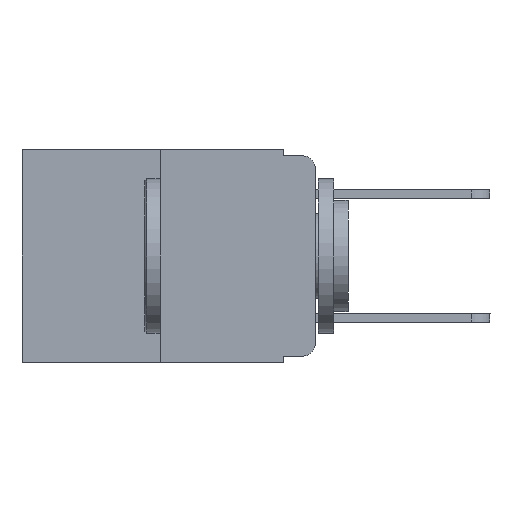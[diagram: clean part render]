
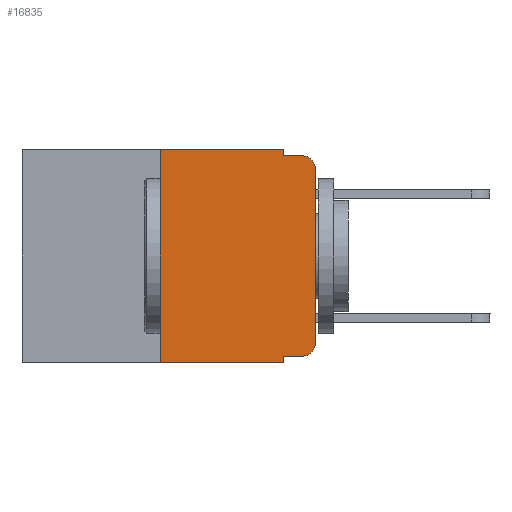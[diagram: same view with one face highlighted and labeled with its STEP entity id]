
A CAD part, left-side view. The second image highlights one B-rep face of the part: STEP entity #16835.
In plain terms, the highlighted planar face has unit normal (-1, 0, 0).
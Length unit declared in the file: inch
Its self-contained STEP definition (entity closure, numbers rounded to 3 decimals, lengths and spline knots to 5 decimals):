
#78 = EDGE_CURVE ( 'NONE', #11180, #19902, #16554, .T. ) ;
#412 = ORIENTED_EDGE ( 'NONE', *, *, #12413, .T. ) ;
#671 = PLANE ( 'NONE',  #14400 ) ;
#1292 = CARTESIAN_POINT ( 'NONE',  ( 0., 0.25, 0. ) ) ;
#1570 = VECTOR ( 'NONE', #19509, 39.37008 ) ;
#1680 = ORIENTED_EDGE ( 'NONE', *, *, #11994, .T. ) ;
#1788 = VERTEX_POINT ( 'NONE', #20223 ) ;
#2079 = CARTESIAN_POINT ( 'NONE',  ( 0., 0.02, -0.313 ) ) ;
#2232 = CIRCLE ( 'NONE', #4498, 0.02 ) ;
#2561 = CARTESIAN_POINT ( 'NONE',  ( 0., 0.25, -0.343 ) ) ;
#2695 = EDGE_CURVE ( 'NONE', #6647, #11958, #18177, .T. ) ;
#3339 = VECTOR ( 'NONE', #12573, 39.37008 ) ;
#3408 = ORIENTED_EDGE ( 'NONE', *, *, #78, .T. ) ;
#3474 = CARTESIAN_POINT ( 'NONE',  ( 0., 0., -0.313 ) ) ;
#4498 = AXIS2_PLACEMENT_3D ( 'NONE', #2079, #5574, #18090 ) ;
#4529 = EDGE_LOOP ( 'NONE', ( #1680, #22794, #18058, #5888, #13329, #17079, #412, #16396, #3408, #16413 ) ) ;
#4559 = CARTESIAN_POINT ( 'NONE',  ( 0., 0.051, 0. ) ) ;
#4824 = VERTEX_POINT ( 'NONE', #9662 ) ;
#5574 = DIRECTION ( 'NONE',  ( -1., 0., 0. ) ) ;
#5888 = ORIENTED_EDGE ( 'NONE', *, *, #5934, .F. ) ;
#5934 = EDGE_CURVE ( 'NONE', #4824, #6647, #21575, .T. ) ;
#6647 = VERTEX_POINT ( 'NONE', #18486 ) ;
#7126 = CARTESIAN_POINT ( 'NONE',  ( 0., 0.02, -0.01 ) ) ;
#7216 = DIRECTION ( 'NONE',  ( 0., -1., 0. ) ) ;
#8173 = VECTOR ( 'NONE', #16960, 39.37008 ) ;
#8800 = DIRECTION ( 'NONE',  ( 0., -1., 0. ) ) ;
#9196 = LINE ( 'NONE', #12459, #18732 ) ;
#9404 = FACE_OUTER_BOUND ( 'NONE', #4529, .T. ) ;
#9565 = VECTOR ( 'NONE', #20046, 39.37008 ) ;
#9662 = CARTESIAN_POINT ( 'NONE',  ( 0., 0.051, 0. ) ) ;
#10443 = CARTESIAN_POINT ( 'NONE',  ( 0., 0.051, 0. ) ) ;
#10467 = EDGE_CURVE ( 'NONE', #11180, #1788, #16362, .T. ) ;
#10509 = VECTOR ( 'NONE', #22913, 39.37008 ) ;
#11180 = VERTEX_POINT ( 'NONE', #18176 ) ;
#11683 = CARTESIAN_POINT ( 'NONE',  ( 0., 0.051, -0.01 ) ) ;
#11743 = CIRCLE ( 'NONE', #16423, 0.02 ) ;
#11958 = VERTEX_POINT ( 'NONE', #7126 ) ;
#11994 = EDGE_CURVE ( 'NONE', #20028, #19834, #21042, .T. ) ;
#12129 = CARTESIAN_POINT ( 'NONE',  ( 0., 0.02, -0.333 ) ) ;
#12413 = EDGE_CURVE ( 'NONE', #13762, #1788, #19297, .T. ) ;
#12459 = CARTESIAN_POINT ( 'NONE',  ( 0., 0.473, 0. ) ) ;
#12573 = DIRECTION ( 'NONE',  ( 0., 0., 1. ) ) ;
#12882 = CARTESIAN_POINT ( 'NONE',  ( 0., 0., 0. ) ) ;
#12930 = VECTOR ( 'NONE', #8800, 39.37008 ) ;
#13329 = ORIENTED_EDGE ( 'NONE', *, *, #14099, .F. ) ;
#13408 = DIRECTION ( 'NONE',  ( 0., 0., -1. ) ) ;
#13467 = CARTESIAN_POINT ( 'NONE',  ( 0., 0., -0.03 ) ) ;
#13740 = EDGE_CURVE ( 'NONE', #19834, #11958, #11743, .T. ) ;
#13762 = VERTEX_POINT ( 'NONE', #2561 ) ;
#14073 = CARTESIAN_POINT ( 'NONE',  ( 0., 0.473, -0.343 ) ) ;
#14099 = EDGE_CURVE ( 'NONE', #18208, #4824, #9196, .T. ) ;
#14397 = EDGE_CURVE ( 'NONE', #13762, #18208, #18707, .T. ) ;
#14400 = AXIS2_PLACEMENT_3D ( 'NONE', #18759, #18449, #18596 ) ;
#15867 = CARTESIAN_POINT ( 'NONE',  ( 0., 0.25, 0. ) ) ;
#16059 = EDGE_CURVE ( 'NONE', #19902, #20028, #2232, .T. ) ;
#16362 = LINE ( 'NONE', #10443, #10509 ) ;
#16396 = ORIENTED_EDGE ( 'NONE', *, *, #10467, .F. ) ;
#16413 = ORIENTED_EDGE ( 'NONE', *, *, #16059, .T. ) ;
#16423 = AXIS2_PLACEMENT_3D ( 'NONE', #20499, #16829, #13408 ) ;
#16554 = LINE ( 'NONE', #21128, #12930 ) ;
#16829 = DIRECTION ( 'NONE',  ( -1., 0., 0. ) ) ;
#16835 = ADVANCED_FACE ( 'NONE', ( #9404 ), #671, .F. ) ;
#16960 = DIRECTION ( 'NONE',  ( 0., 0., -1. ) ) ;
#17079 = ORIENTED_EDGE ( 'NONE', *, *, #14397, .F. ) ;
#17332 = DIRECTION ( 'NONE',  ( 0., -1., 0. ) ) ;
#18058 = ORIENTED_EDGE ( 'NONE', *, *, #2695, .F. ) ;
#18090 = DIRECTION ( 'NONE',  ( 0., 0., -1. ) ) ;
#18176 = CARTESIAN_POINT ( 'NONE',  ( 0., 0.051, -0.333 ) ) ;
#18177 = LINE ( 'NONE', #11683, #21237 ) ;
#18208 = VERTEX_POINT ( 'NONE', #1292 ) ;
#18449 = DIRECTION ( 'NONE',  ( 1., 0., 0. ) ) ;
#18486 = CARTESIAN_POINT ( 'NONE',  ( 0., 0.051, -0.01 ) ) ;
#18596 = DIRECTION ( 'NONE',  ( 0., 0., -1. ) ) ;
#18707 = LINE ( 'NONE', #15867, #3339 ) ;
#18732 = VECTOR ( 'NONE', #7216, 39.37008 ) ;
#18759 = CARTESIAN_POINT ( 'NONE',  ( 0., 0.473, 0. ) ) ;
#19297 = LINE ( 'NONE', #14073, #1570 ) ;
#19509 = DIRECTION ( 'NONE',  ( 0., -1., 0. ) ) ;
#19834 = VERTEX_POINT ( 'NONE', #13467 ) ;
#19902 = VERTEX_POINT ( 'NONE', #12129 ) ;
#20028 = VERTEX_POINT ( 'NONE', #3474 ) ;
#20046 = DIRECTION ( 'NONE',  ( 0., 0., 1. ) ) ;
#20223 = CARTESIAN_POINT ( 'NONE',  ( 0., 0.051, -0.343 ) ) ;
#20499 = CARTESIAN_POINT ( 'NONE',  ( 0., 0.02, -0.03 ) ) ;
#21042 = LINE ( 'NONE', #12882, #9565 ) ;
#21128 = CARTESIAN_POINT ( 'NONE',  ( 0., 0.051, -0.333 ) ) ;
#21237 = VECTOR ( 'NONE', #17332, 39.37008 ) ;
#21575 = LINE ( 'NONE', #4559, #8173 ) ;
#22794 = ORIENTED_EDGE ( 'NONE', *, *, #13740, .T. ) ;
#22913 = DIRECTION ( 'NONE',  ( 0., 0., -1. ) ) ;
